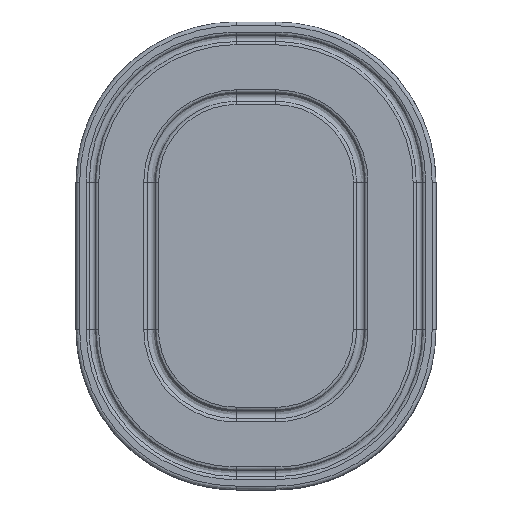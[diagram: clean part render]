
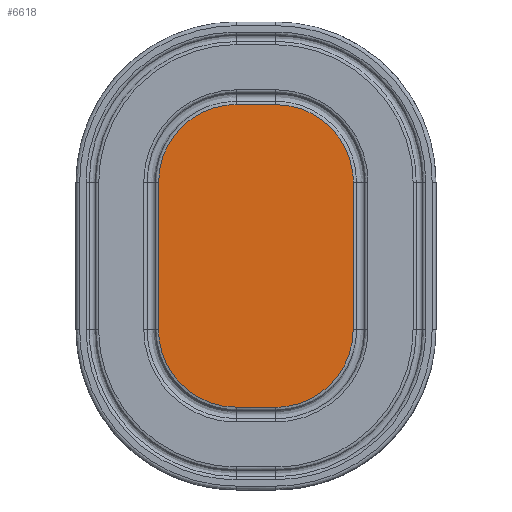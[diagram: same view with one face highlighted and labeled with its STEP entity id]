
A CAD part, top view. The second image highlights one B-rep face of the part: STEP entity #6618.
In plain terms, the highlighted free-form (B-spline) face has degree [1, 1] with [2, 2] control points.
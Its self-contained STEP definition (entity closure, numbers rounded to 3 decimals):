
#6320 = VERTEX_POINT('',#6321);
#6321 = CARTESIAN_POINT('',(-2.345,-18.035,
    16.373));
#6329 = VERTEX_POINT('',#6330);
#6330 = CARTESIAN_POINT('',(2.345,-18.035,
    16.373));
#6336 = EDGE_CURVE('',#6329,#6320,#6337,.T.);
#6337 = B_SPLINE_CURVE_WITH_KNOTS('',1,(#6338,#6339),.UNSPECIFIED.,.F.,
  .F.,(2,2),(-4.297,0.),.PIECEWISE_BEZIER_KNOTS.);
#6338 = CARTESIAN_POINT('',(2.345,-18.035,
    16.373));
#6339 = CARTESIAN_POINT('',(-2.345,-18.035,
    16.373));
#6354 = VERTEX_POINT('',#6355);
#6355 = CARTESIAN_POINT('',(11.601,-8.779,
    16.373));
#6361 = EDGE_CURVE('',#6354,#6329,#6362,.T.);
#6362 = ( BOUNDED_CURVE() B_SPLINE_CURVE(2,(#6363,#6364,#6365),
.UNSPECIFIED.,.F.,.F.) B_SPLINE_CURVE_WITH_KNOTS((3,3),(5.498,
7.069),.PIECEWISE_BEZIER_KNOTS.) CURVE() 
GEOMETRIC_REPRESENTATION_ITEM() RATIONAL_B_SPLINE_CURVE((1.,
0.707,1.)) REPRESENTATION_ITEM('') );
#6363 = CARTESIAN_POINT('',(11.601,-8.779,
    16.373));
#6364 = CARTESIAN_POINT('',(11.601,-18.035,
    16.373));
#6365 = CARTESIAN_POINT('',(2.345,-18.035,
    16.373));
#6390 = VERTEX_POINT('',#6391);
#6391 = CARTESIAN_POINT('',(11.601,8.779,
    16.373));
#6397 = EDGE_CURVE('',#6390,#6354,#6398,.T.);
#6398 = B_SPLINE_CURVE_WITH_KNOTS('',1,(#6399,#6400),.UNSPECIFIED.,.F.,
  .F.,(2,2),(-16.087,0.),.PIECEWISE_BEZIER_KNOTS.);
#6399 = CARTESIAN_POINT('',(11.601,8.779,
    16.373));
#6400 = CARTESIAN_POINT('',(11.601,-8.779,
    16.373));
#6421 = VERTEX_POINT('',#6422);
#6422 = CARTESIAN_POINT('',(2.345,18.035,
    16.373));
#6428 = EDGE_CURVE('',#6421,#6390,#6429,.T.);
#6429 = ( BOUNDED_CURVE() B_SPLINE_CURVE(2,(#6430,#6431,#6432),
.UNSPECIFIED.,.F.,.F.) B_SPLINE_CURVE_WITH_KNOTS((3,3),(5.498,
7.069),.PIECEWISE_BEZIER_KNOTS.) CURVE() 
GEOMETRIC_REPRESENTATION_ITEM() RATIONAL_B_SPLINE_CURVE((1.,
0.707,1.)) REPRESENTATION_ITEM('') );
#6430 = CARTESIAN_POINT('',(2.345,18.035,
    16.373));
#6431 = CARTESIAN_POINT('',(11.601,18.035,
    16.373));
#6432 = CARTESIAN_POINT('',(11.601,8.779,
    16.373));
#6455 = VERTEX_POINT('',#6456);
#6456 = CARTESIAN_POINT('',(-2.345,18.035,
    16.373));
#6462 = EDGE_CURVE('',#6455,#6421,#6463,.T.);
#6463 = B_SPLINE_CURVE_WITH_KNOTS('',1,(#6464,#6465),.UNSPECIFIED.,.F.,
  .F.,(2,2),(-4.297,0.),.PIECEWISE_BEZIER_KNOTS.);
#6464 = CARTESIAN_POINT('',(-2.345,18.035,
    16.373));
#6465 = CARTESIAN_POINT('',(2.345,18.035,
    16.373));
#6484 = VERTEX_POINT('',#6485);
#6485 = CARTESIAN_POINT('',(-11.601,8.779,
    16.373));
#6491 = EDGE_CURVE('',#6484,#6455,#6492,.T.);
#6492 = ( BOUNDED_CURVE() B_SPLINE_CURVE(2,(#6493,#6494,#6495),
.UNSPECIFIED.,.F.,.F.) B_SPLINE_CURVE_WITH_KNOTS((3,3),(5.498,
7.069),.PIECEWISE_BEZIER_KNOTS.) CURVE() 
GEOMETRIC_REPRESENTATION_ITEM() RATIONAL_B_SPLINE_CURVE((1.,
0.707,1.)) REPRESENTATION_ITEM('') );
#6493 = CARTESIAN_POINT('',(-11.601,8.779,
    16.373));
#6494 = CARTESIAN_POINT('',(-11.601,18.035,
    16.373));
#6495 = CARTESIAN_POINT('',(-2.345,18.035,
    16.373));
#6513 = VERTEX_POINT('',#6514);
#6514 = CARTESIAN_POINT('',(-11.601,-8.779,
    16.373));
#6520 = EDGE_CURVE('',#6513,#6484,#6521,.T.);
#6521 = B_SPLINE_CURVE_WITH_KNOTS('',1,(#6522,#6523),.UNSPECIFIED.,.F.,
  .F.,(2,2),(-8.043,8.043),.PIECEWISE_BEZIER_KNOTS.);
#6522 = CARTESIAN_POINT('',(-11.601,-8.779,
    16.373));
#6523 = CARTESIAN_POINT('',(-11.601,8.779,
    16.373));
#6538 = EDGE_CURVE('',#6320,#6513,#6539,.T.);
#6539 = ( BOUNDED_CURVE() B_SPLINE_CURVE(2,(#6540,#6541,#6542),
.UNSPECIFIED.,.F.,.F.) B_SPLINE_CURVE_WITH_KNOTS((3,3),(5.498,
7.069),.PIECEWISE_BEZIER_KNOTS.) CURVE() 
GEOMETRIC_REPRESENTATION_ITEM() RATIONAL_B_SPLINE_CURVE((1.,
0.707,1.)) REPRESENTATION_ITEM('') );
#6540 = CARTESIAN_POINT('',(-2.345,-18.035,
    16.373));
#6541 = CARTESIAN_POINT('',(-11.601,-18.035,
    16.373));
#6542 = CARTESIAN_POINT('',(-11.601,-8.779,
    16.373));
#6618 = ADVANCED_FACE('',(#6619),#6629,.T.);
#6619 = FACE_BOUND('',#6620,.T.);
#6620 = EDGE_LOOP('',(#6621,#6622,#6623,#6624,#6625,#6626,#6627,#6628));
#6621 = ORIENTED_EDGE('',*,*,#6336,.F.);
#6622 = ORIENTED_EDGE('',*,*,#6361,.F.);
#6623 = ORIENTED_EDGE('',*,*,#6397,.F.);
#6624 = ORIENTED_EDGE('',*,*,#6428,.F.);
#6625 = ORIENTED_EDGE('',*,*,#6462,.F.);
#6626 = ORIENTED_EDGE('',*,*,#6491,.F.);
#6627 = ORIENTED_EDGE('',*,*,#6520,.F.);
#6628 = ORIENTED_EDGE('',*,*,#6538,.F.);
#6629 = B_SPLINE_SURFACE_WITH_KNOTS('',1,1,(
    (#6630,#6631)
    ,(#6632,#6633
    )),.UNSPECIFIED.,.F.,.F.,.F.,(2,2),(2,2),(-10.628,
    10.628),(-16.523,16.523),
  .PIECEWISE_BEZIER_KNOTS.);
#6630 = CARTESIAN_POINT('',(-11.601,-18.035,
    16.373));
#6631 = CARTESIAN_POINT('',(-11.601,18.035,
    16.373));
#6632 = CARTESIAN_POINT('',(11.601,-18.035,
    16.373));
#6633 = CARTESIAN_POINT('',(11.601,18.035,
    16.373));
